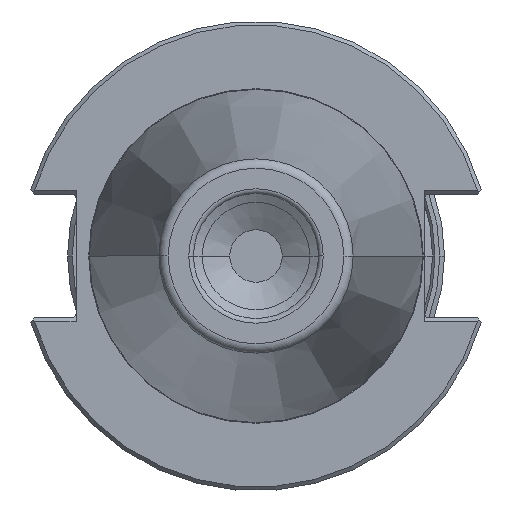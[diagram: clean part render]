
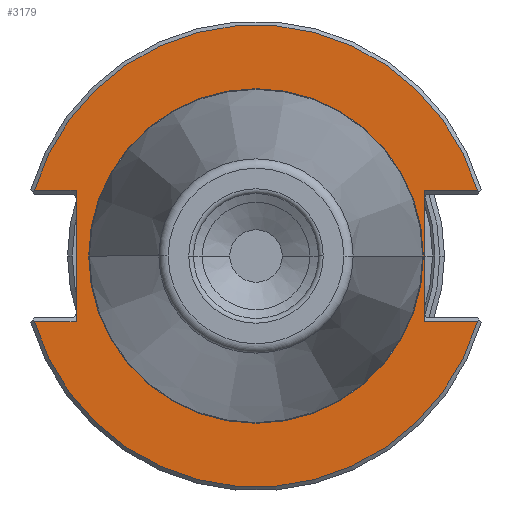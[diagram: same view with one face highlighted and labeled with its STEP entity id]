
A CAD part, front view. The second image highlights one B-rep face of the part: STEP entity #3179.
In plain terms, the highlighted planar face has unit normal (0, -1, 0).
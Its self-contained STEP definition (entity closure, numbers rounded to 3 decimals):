
#69=DIRECTION('',(-1.,0.,0.));
#70=VECTOR('',#69,11.115);
#71=CARTESIAN_POINT('',(46.415,-15.875,13.753));
#72=LINE('',#71,#70);
#129=CARTESIAN_POINT('',(0.,-15.875,0.));
#130=DIRECTION('',(0.,-1.,0.));
#131=DIRECTION('',(0.959,0.,0.284));
#132=AXIS2_PLACEMENT_3D('',#129,#130,#131);
#225=DIRECTION('',(1.,0.,0.));
#226=VECTOR('',#225,8.715);
#227=CARTESIAN_POINT('',(-46.415,-15.875,13.753));
#228=LINE('',#227,#226);
#229=DIRECTION('',(0.,0.,-1.));
#230=VECTOR('',#229,27.51);
#231=CARTESIAN_POINT('',(35.3,-15.875,13.755));
#232=LINE('',#231,#230);
#233=DIRECTION('',(0.,0.,-1.));
#234=VECTOR('',#233,27.51);
#235=CARTESIAN_POINT('',(-37.7,-15.875,13.755));
#236=LINE('',#235,#234);
#252=DIRECTION('',(1.,0.,0.));
#253=VECTOR('',#252,11.115);
#254=CARTESIAN_POINT('',(35.3,-15.875,-13.755));
#255=LINE('',#254,#253);
#418=DIRECTION('',(-1.,0.,0.));
#419=VECTOR('',#418,8.715);
#420=CARTESIAN_POINT('',(-37.7,-15.875,-13.755));
#421=LINE('',#420,#419);
#434=CARTESIAN_POINT('',(0.,-15.875,0.));
#435=DIRECTION('',(0.,-1.,0.));
#436=DIRECTION('',(-0.959,0.,-0.284));
#437=AXIS2_PLACEMENT_3D('',#434,#435,#436);
#619=CARTESIAN_POINT('',(0.,-15.875,0.));
#620=DIRECTION('',(0.,1.,0.));
#621=DIRECTION('',(1.,0.,0.));
#622=AXIS2_PLACEMENT_3D('',#619,#620,#621);
#642=CARTESIAN_POINT('',(0.,-15.875,0.));
#643=DIRECTION('',(0.,1.,0.));
#644=DIRECTION('',(-1.,0.,0.));
#645=AXIS2_PLACEMENT_3D('',#642,#643,#644);
#2464=CARTESIAN_POINT('',(-37.7,-15.875,-13.755));
#2465=CARTESIAN_POINT('',(-46.415,-15.875,-13.753));
#2466=VERTEX_POINT('',#2464);
#2467=VERTEX_POINT('',#2465);
#2468=CARTESIAN_POINT('',(35.3,-15.875,-13.755));
#2469=CARTESIAN_POINT('',(46.415,-15.875,-13.753));
#2470=VERTEX_POINT('',#2468);
#2471=VERTEX_POINT('',#2469);
#2480=CARTESIAN_POINT('',(46.415,-15.875,13.753));
#2481=CARTESIAN_POINT('',(35.3,-15.875,13.755));
#2482=VERTEX_POINT('',#2480);
#2483=VERTEX_POINT('',#2481);
#2484=CARTESIAN_POINT('',(-46.415,-15.875,13.753));
#2485=CARTESIAN_POINT('',(-37.7,-15.875,13.755));
#2486=VERTEX_POINT('',#2484);
#2487=VERTEX_POINT('',#2485);
#2604=CARTESIAN_POINT('',(35.05,-15.875,0.));
#2605=CARTESIAN_POINT('',(-35.05,-15.875,0.));
#2606=VERTEX_POINT('',#2604);
#2607=VERTEX_POINT('',#2605);
#3155=CARTESIAN_POINT('',(0.,-15.875,0.));
#3156=DIRECTION('',(0.,1.,0.));
#3157=DIRECTION('',(1.,0.,0.));
#3158=AXIS2_PLACEMENT_3D('',#3155,#3156,#3157);
#3159=PLANE('',#3158);
#3160=ORIENTED_EDGE('',*,*,#2964,.T.);
#3161=ORIENTED_EDGE('',*,*,#2934,.T.);
#3163=ORIENTED_EDGE('',*,*,#3162,.T.);
#3165=ORIENTED_EDGE('',*,*,#3164,.F.);
#3167=ORIENTED_EDGE('',*,*,#3166,.F.);
#3168=ORIENTED_EDGE('',*,*,#3120,.F.);
#3169=ORIENTED_EDGE('',*,*,#3150,.F.);
#3170=ORIENTED_EDGE('',*,*,#3027,.F.);
#3171=EDGE_LOOP('',(#3160,#3161,#3163,#3165,#3167,#3168,#3169,#3170));
#3172=FACE_OUTER_BOUND('',#3171,.F.);
#3174=ORIENTED_EDGE('',*,*,#3173,.F.);
#3176=ORIENTED_EDGE('',*,*,#3175,.F.);
#3177=EDGE_LOOP('',(#3174,#3176));
#3178=FACE_BOUND('',#3177,.F.);
#3179=ADVANCED_FACE('',(#3172,#3178),#3159,.F.);
#133=CIRCLE('',#132,48.41);
#438=CIRCLE('',#437,48.41);
#623=CIRCLE('',#622,35.05);
#646=CIRCLE('',#645,35.05);
#2934=EDGE_CURVE('',#2483,#2470,#232,.T.);
#2964=EDGE_CURVE('',#2482,#2483,#72,.T.);
#3027=EDGE_CURVE('',#2482,#2486,#133,.T.);
#3120=EDGE_CURVE('',#2487,#2466,#236,.T.);
#3150=EDGE_CURVE('',#2486,#2487,#228,.T.);
#3162=EDGE_CURVE('',#2470,#2471,#255,.T.);
#3164=EDGE_CURVE('',#2467,#2471,#438,.T.);
#3166=EDGE_CURVE('',#2466,#2467,#421,.T.);
#3173=EDGE_CURVE('',#2606,#2607,#623,.T.);
#3175=EDGE_CURVE('',#2607,#2606,#646,.T.);
